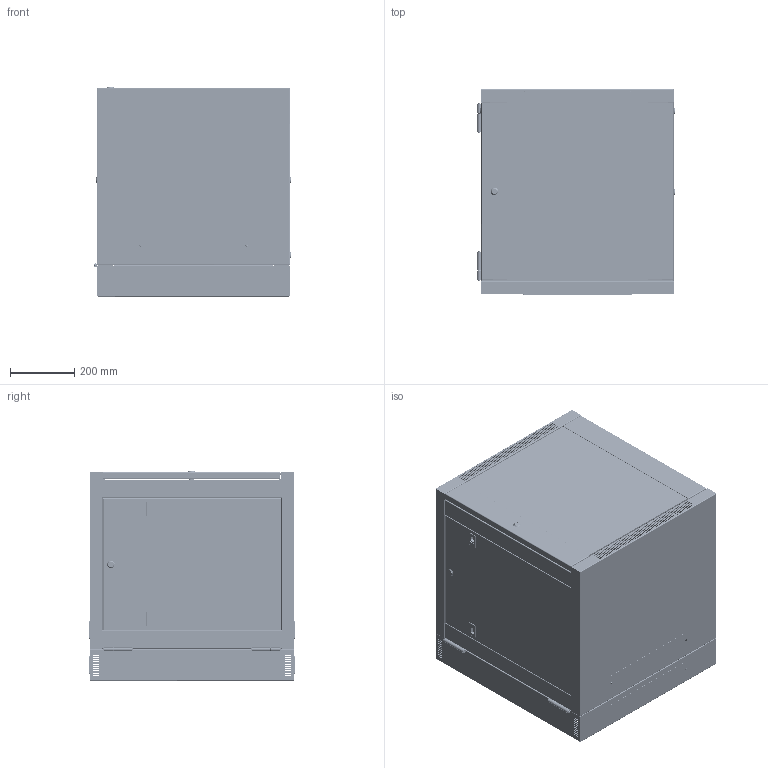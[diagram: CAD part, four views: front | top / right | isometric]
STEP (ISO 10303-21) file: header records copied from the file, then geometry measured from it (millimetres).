
FILE_DESCRIPTION (( 'STEP AP214' ), '1' );
FILE_NAME ('SMC-SMT6612D-D_3D.step', '2024-03-27T23:03:03', ( '' ), ( '' ), 'SwSTEP 2.0', 'SolidWorks 2022', '' );
FILE_SCHEMA (( 'AUTOMOTIVE_DESIGN' ));
Length unit declared in the file: inch
Products named in the file (41): PDU-K0_ASM_10; MEN_ASM_10; HZJ1_10; CM_ASM_10; QLZ_10; XX_10; PDU_K2_10; HYLZ_10; GB9074-4-88-M3X6_10; MS725_10; FUJIAN-2_10; M6_16_10; DI_10; MENTIAO-1_10; MENZHOU_ASM_10; SUO1_ASM_10; CM_10; SHUOSHE_10; SUO22_ASM_10; BOLI_10; SMC-SMT6612D-D_3D; PDU_K1_10; JH060009_10; MENTIAO_10; M4X8LS_10; MENZHOU1_10; SHUOLUO_10; LX-GT_10; JH060004_10; SHUO_10; SHUOLUOA_10; MENZHOU2_10; SHUOLUOMU_10; SHUOSHEA_10; SHUOA_10; HK_ASM_10; 2222_10; HK_10; DG_10; GB9074-4-88-M3X6A_10 ...
Assembly tree (67 placements, depth 4):
  SMC-SMT6612D-D_3D
    DG_10
    QLZ_10  x2
    HYLZ_10  x2
    DI_10
    HZJ1_10  x4
    JH060009_10  x4
    JH060004_10  x2
    HK_ASM_10
      HK_10
      JH060004_10  x2
      FUJIAN-2_10  x2
      MENZHOU_ASM_10  x2
        MENZHOU2_10
        MENZHOU1_10
    CM_ASM_10  x2
      CM_10
      PDU-K0_ASM_10
        PDU_K2_10
        PDU_K1_10
      SUO22_ASM_10
        SHUOA_10
        SHUOLUOA_10
        SHUOSHEA_10
        GB9074-4-88-M3X6A_10
    SUO1_ASM_10
      MS725_10
      SHUOLUOMU_10
      2222_10
    M6_16_10  x2
    M4X8LS_10  x8
    LX-GT_10  x2
    MEN_ASM_10
      MENTIAO-1_10
      MENTIAO_10
      BOLI_10
      SHOU_ASM_10
        SHUO_10
        GB9074-4-88-M3X6_10
        SHUOSHE_10
        SHUOLUO_10
      XX_10  x2
Bounding box: 612.6 x 642.58 x 652.5 mm (x, y, z)
Volume: 2615172.9 mm3; surface area: 6358403.4 mm2
Topology: 86 solids, 95 shells, 6158 faces, 17930 edges, 11908 vertices
Faces by surface type: plane 3703, cylinder 1978, bspline 399, cone 72, torus 6
Entity records: 148969 total; most frequent: CARTESIAN_POINT 64641, ORIENTED_EDGE 17748, DIRECTION 15903, EDGE_CURVE 8904, VERTEX_POINT 5831, LINE 5497, VECTOR 5497, AXIS2_PLACEMENT_3D 5203
